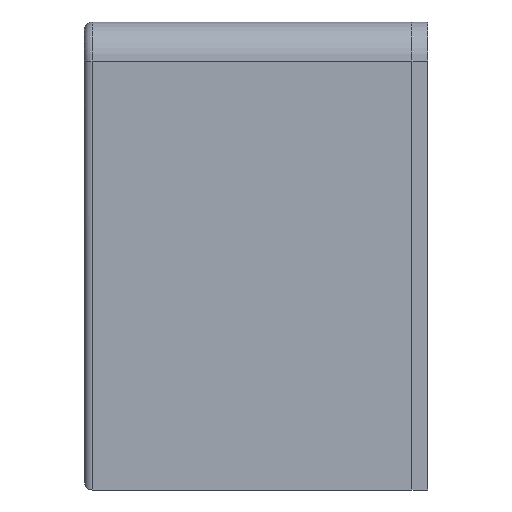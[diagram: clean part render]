
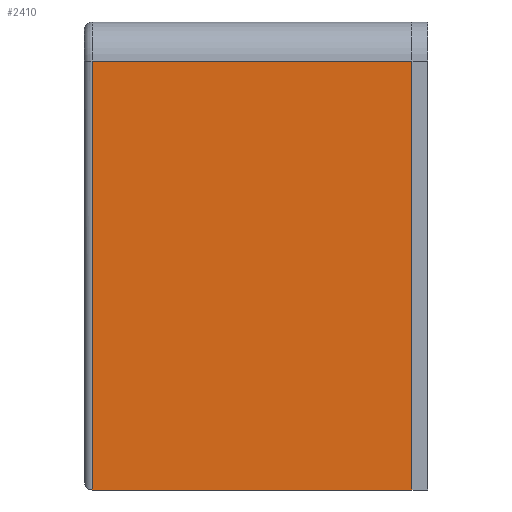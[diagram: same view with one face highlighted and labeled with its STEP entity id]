
A CAD part, left-side view. The second image highlights one B-rep face of the part: STEP entity #2410.
In plain terms, the highlighted planar face has unit normal (-1, 0, 0).
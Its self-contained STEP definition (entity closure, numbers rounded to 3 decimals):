
#160=LINE('',#3809,#362);
#215=LINE('',#3994,#417);
#216=LINE('',#3996,#418);
#217=LINE('',#3998,#419);
#362=VECTOR('',#2986,1000.);
#417=VECTOR('',#3187,1000.);
#418=VECTOR('',#3190,1000.);
#419=VECTOR('',#3191,1000.);
#764=ORIENTED_EDGE('',*,*,#1386,.F.);
#765=ORIENTED_EDGE('',*,*,#1387,.T.);
#766=ORIENTED_EDGE('',*,*,#1388,.T.);
#767=ORIENTED_EDGE('',*,*,#1296,.F.);
#1296=EDGE_CURVE('',#1632,#1633,#160,.T.);
#1386=EDGE_CURVE('',#1688,#1632,#215,.T.);
#1387=EDGE_CURVE('',#1688,#1689,#216,.T.);
#1388=EDGE_CURVE('',#1689,#1633,#217,.T.);
#1632=VERTEX_POINT('',#3810);
#1633=VERTEX_POINT('',#3811);
#1688=VERTEX_POINT('',#3993);
#1689=VERTEX_POINT('',#3997);
#1974=EDGE_LOOP('',(#764,#765,#766,#767));
#2174=FACE_BOUND('',#1974,.T.);
#2329=PLANE('',#2663);
#2410=ADVANCED_FACE('',(#2174),#2329,.T.);
#2663=AXIS2_PLACEMENT_3D('',#3995,#3188,#3189);
#2986=DIRECTION('',(0.,0.,-1.));
#3187=DIRECTION('',(0.,-1.,0.));
#3188=DIRECTION('',(-1.,0.,0.));
#3189=DIRECTION('',(0.,0.,1.));
#3190=DIRECTION('',(0.,0.,-1.));
#3191=DIRECTION('',(0.,-1.,0.));
#3809=CARTESIAN_POINT('',(-45.,-40.,55.));
#3810=CARTESIAN_POINT('',(-45.,-40.,55.));
#3811=CARTESIAN_POINT('',(-45.,-40.,0.));
#3993=CARTESIAN_POINT('',(-45.,1.,55.));
#3994=CARTESIAN_POINT('',(-45.,2.,55.));
#3995=CARTESIAN_POINT('',(-45.,2.,60.));
#3996=CARTESIAN_POINT('',(-45.,1.,0.));
#3997=CARTESIAN_POINT('',(-45.,1.,0.));
#3998=CARTESIAN_POINT('',(-45.,2.,0.));
